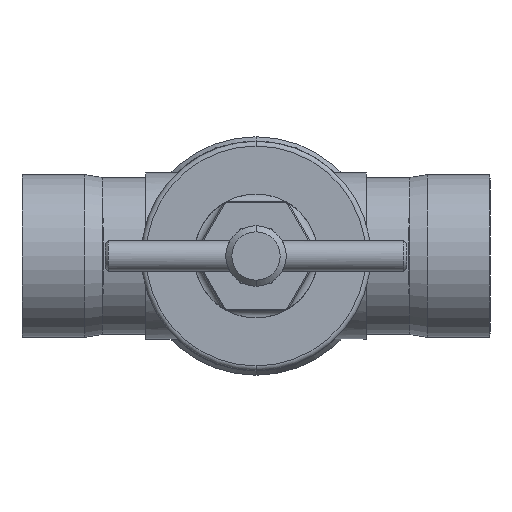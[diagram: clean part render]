
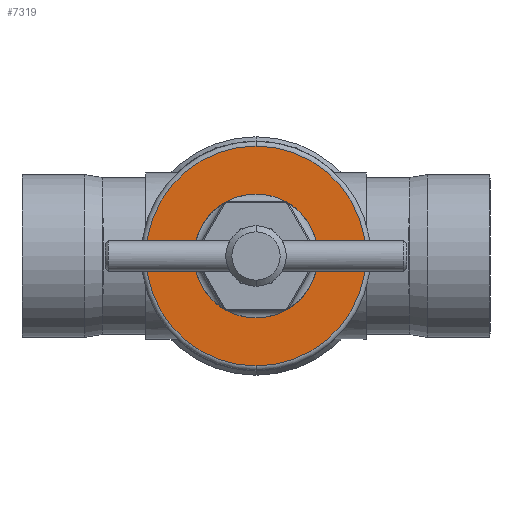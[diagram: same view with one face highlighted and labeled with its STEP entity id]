
A CAD part, front view. The second image highlights one B-rep face of the part: STEP entity #7319.
In plain terms, the highlighted planar face has unit normal (0, -1, 0).
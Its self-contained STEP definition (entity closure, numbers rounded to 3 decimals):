
#1288 = DIRECTION ( 'NONE',  ( 0., 0., -1. ) ) ;
#2083 = DIRECTION ( 'NONE',  ( 0., -1., 0. ) ) ;
#2546 = DIRECTION ( 'NONE',  ( 0., -1., 0. ) ) ;
#2966 = VERTEX_POINT ( 'NONE', #7257 ) ;
#3474 = CARTESIAN_POINT ( 'NONE',  ( 0., -215.5, 0. ) ) ;
#3747 = CARTESIAN_POINT ( 'NONE',  ( -36.4, -215.5, 0. ) ) ;
#4237 = EDGE_LOOP ( 'NONE', ( #7971, #4940 ) ) ;
#4827 = DIRECTION ( 'NONE',  ( 0., -1., 0. ) ) ;
#4940 = ORIENTED_EDGE ( 'NONE', *, *, #15673, .T. ) ;
#6105 = DIRECTION ( 'NONE',  ( 0., 0., -1. ) ) ;
#6287 = CIRCLE ( 'NONE', #10020, 36.4 ) ;
#6544 = CARTESIAN_POINT ( 'NONE',  ( 0., -215.5, -36.4 ) ) ;
#6657 = AXIS2_PLACEMENT_3D ( 'NONE', #3474, #11496, #11377 ) ;
#6854 = VERTEX_POINT ( 'NONE', #11677 ) ;
#7147 = CIRCLE ( 'NONE', #6657, 20.5 ) ;
#7257 = CARTESIAN_POINT ( 'NONE',  ( 0., -215.5, 36.4 ) ) ;
#7286 = EDGE_CURVE ( 'NONE', #6854, #14355, #9312, .T. ) ;
#7319 = ADVANCED_FACE ( 'NONE', ( #13459, #8055 ), #10263, .F. ) ;
#7491 = CARTESIAN_POINT ( 'NONE',  ( 0., -215.5, 0. ) ) ;
#7971 = ORIENTED_EDGE ( 'NONE', *, *, #14592, .T. ) ;
#8055 = FACE_OUTER_BOUND ( 'NONE', #4237, .T. ) ;
#9312 = CIRCLE ( 'NONE', #13052, 20.5 ) ;
#9592 = EDGE_LOOP ( 'NONE', ( #9736, #14944 ) ) ;
#9736 = ORIENTED_EDGE ( 'NONE', *, *, #7286, .F. ) ;
#10020 = AXIS2_PLACEMENT_3D ( 'NONE', #12730, #4827, #15473 ) ;
#10263 = PLANE ( 'NONE',  #14845 ) ;
#11202 = EDGE_CURVE ( 'NONE', #14355, #6854, #7147, .T. ) ;
#11334 = CIRCLE ( 'NONE', #13718, 36.4 ) ;
#11377 = DIRECTION ( 'NONE',  ( 0., 0., -1. ) ) ;
#11496 = DIRECTION ( 'NONE',  ( 0., -1., 0. ) ) ;
#11677 = CARTESIAN_POINT ( 'NONE',  ( 0., -215.5, -20.5 ) ) ;
#12730 = CARTESIAN_POINT ( 'NONE',  ( 0., -215.5, 0. ) ) ;
#13052 = AXIS2_PLACEMENT_3D ( 'NONE', #7491, #2083, #6105 ) ;
#13092 = DIRECTION ( 'NONE',  ( 0., 0., 1. ) ) ;
#13459 = FACE_BOUND ( 'NONE', #9592, .T. ) ;
#13718 = AXIS2_PLACEMENT_3D ( 'NONE', #14409, #2546, #1288 ) ;
#14355 = VERTEX_POINT ( 'NONE', #16824 ) ;
#14409 = CARTESIAN_POINT ( 'NONE',  ( 0., -215.5, 0. ) ) ;
#14592 = EDGE_CURVE ( 'NONE', #16204, #2966, #6287, .T. ) ;
#14845 = AXIS2_PLACEMENT_3D ( 'NONE', #3747, #15727, #13092 ) ;
#14944 = ORIENTED_EDGE ( 'NONE', *, *, #11202, .F. ) ;
#15473 = DIRECTION ( 'NONE',  ( 0., 0., -1. ) ) ;
#15673 = EDGE_CURVE ( 'NONE', #2966, #16204, #11334, .T. ) ;
#15727 = DIRECTION ( 'NONE',  ( 0., 1., 0. ) ) ;
#16204 = VERTEX_POINT ( 'NONE', #6544 ) ;
#16824 = CARTESIAN_POINT ( 'NONE',  ( 0., -215.5, 20.5 ) ) ;
